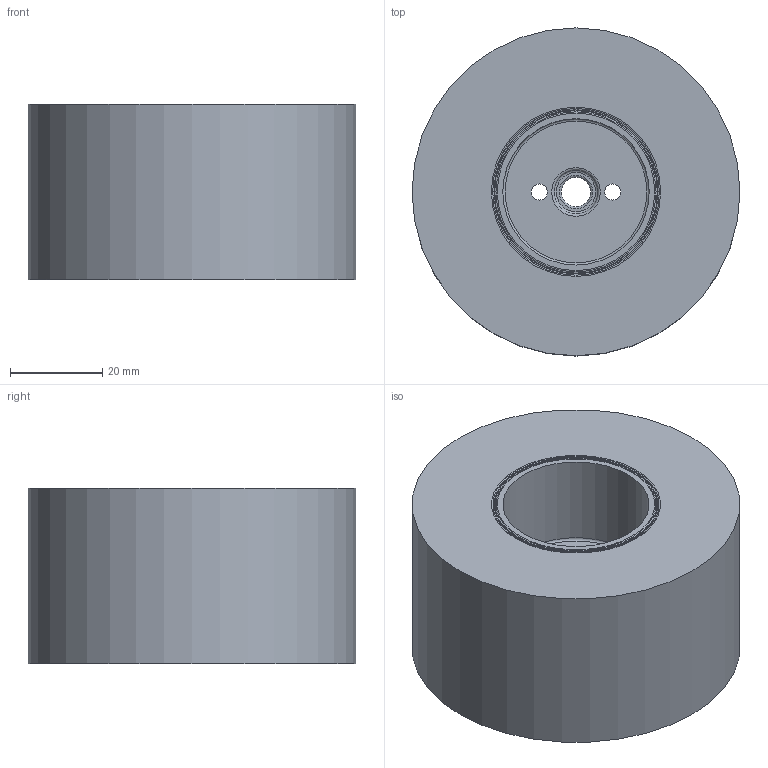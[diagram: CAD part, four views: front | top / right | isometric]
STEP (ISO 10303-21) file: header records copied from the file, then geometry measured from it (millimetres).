
FILE_DESCRIPTION(/* description */ (''),/* implementation_level */ '2;1');
FILE_NAME(/* name */ 'D2 Wide Wheels 2.75in x 1.5in.stp',/* time_stamp */ '2022-07-26T15:01:14-04:00',/* author */ ('Nathan Cai'),/* organization */ (''),/* preprocessor_version */ 'ST-DEVELOPER v18.1',/* originating_system */ 'Autodesk Inventor 2022',/* authorisation */ '');
FILE_SCHEMA (('AUTOMOTIVE_DESIGN { 1 0 10303 214 3 1 1 }'));
Length unit declared in the file: inch
Products named in the file (1): D2 Narrow Wheels
Bounding box: 71.12 x 71.12 x 38.1 mm (x, y, z)
Volume: 124052.4 mm3; surface area: 20292.3 mm2
Topology: 1 solids, 1 shells, 61 faces, 139 edges, 87 vertices
Faces by surface type: cylinder 23, torus 18, plane 17, bspline 3
Full cylindrical faces by diameter (mm): 3.505 x2, 6.35 x1, 9.525 x1, 31.75 x2, 71.12 x1
Entity records: 2174 total; most frequent: CARTESIAN_POINT 633, DIRECTION 319, ORIENTED_EDGE 278, EDGE_CURVE 139, AXIS2_PLACEMENT_3D 136, VERTEX_POINT 87, CIRCLE 77, EDGE_LOOP 74
